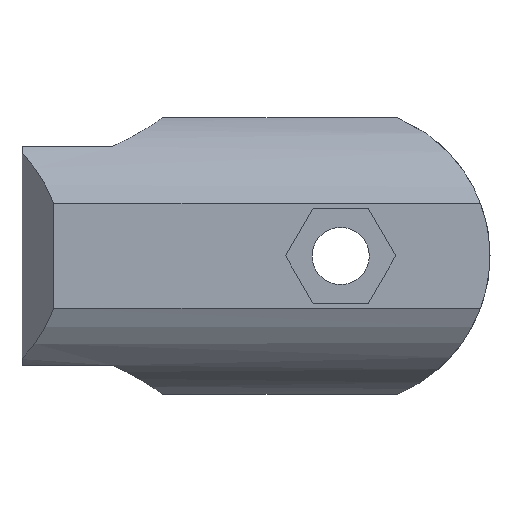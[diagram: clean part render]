
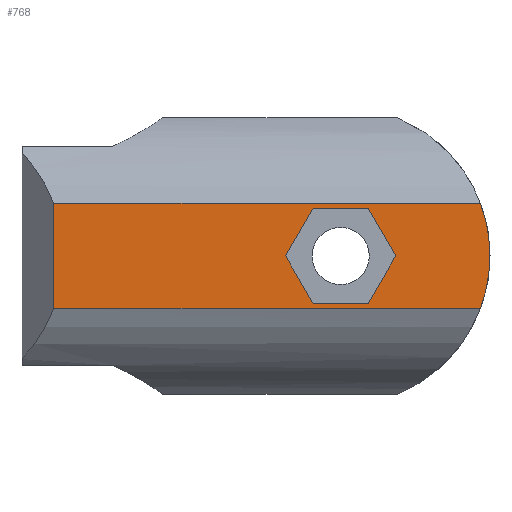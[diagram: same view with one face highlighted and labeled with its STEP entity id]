
A CAD part, top view. The second image highlights one B-rep face of the part: STEP entity #768.
In plain terms, the highlighted planar face has unit normal (0, 0, 1).
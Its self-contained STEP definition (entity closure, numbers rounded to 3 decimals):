
#157=CARTESIAN_POINT('',(-22.934,-8.261,22.0));
#158=VERTEX_POINT('',#157);
#176=CARTESIAN_POINT('',(-90.,-8.261,22.0));
#177=VERTEX_POINT('',#176);
#178=CARTESIAN_POINT('',(-22.934,-8.261,22.0));
#179=DIRECTION('',(-1.0,0.0,0.0));
#180=VECTOR('',#179,67.066);
#181=LINE('',#178,#180);
#182=EDGE_CURVE('',#158,#177,#181,.T.);
#253=CARTESIAN_POINT('',(-90.,8.261,22.0));
#254=VERTEX_POINT('',#253);
#264=CARTESIAN_POINT('',(-22.934,8.261,22.0));
#265=VERTEX_POINT('',#264);
#266=CARTESIAN_POINT('',(-90.,8.261,22.0));
#267=DIRECTION('',(1.0,0.0,0.0));
#268=VECTOR('',#267,67.066);
#269=LINE('',#266,#268);
#270=EDGE_CURVE('',#254,#265,#269,.T.);
#349=CARTESIAN_POINT('',(-44.911,0.,22.0));
#350=DIRECTION('',(0.0,0.0,1.0));
#351=DIRECTION('',(1.0,0.0,0.0));
#352=AXIS2_PLACEMENT_3D('',#349,#350,#351);
#353=CIRCLE('',#352,23.479);
#354=EDGE_CURVE('',#158,#265,#353,.T.);
#373=CARTESIAN_POINT('',(-90.,8.261,22.0));
#374=DIRECTION('',(0.0,-1.0,0.0));
#375=VECTOR('',#374,16.523);
#376=LINE('',#373,#375);
#377=EDGE_CURVE('',#254,#177,#376,.T.);
#395=CARTESIAN_POINT('',(-40.581,7.5,22.0));
#396=VERTEX_POINT('',#395);
#405=CARTESIAN_POINT('',(-49.241,7.5,22.0));
#406=VERTEX_POINT('',#405);
#407=CARTESIAN_POINT('',(-40.581,7.5,22.0));
#408=DIRECTION('',(-1.0,0.0,0.0));
#409=VECTOR('',#408,8.66);
#410=LINE('',#407,#409);
#411=EDGE_CURVE('',#396,#406,#410,.T.);
#435=CARTESIAN_POINT('',(-36.251,0.,22.0));
#436=VERTEX_POINT('',#435);
#445=CARTESIAN_POINT('',(-36.251,0.,22.0));
#446=DIRECTION('',(-0.5,0.866,0.0));
#447=VECTOR('',#446,8.66);
#448=LINE('',#445,#447);
#449=EDGE_CURVE('',#436,#396,#448,.T.);
#466=CARTESIAN_POINT('',(-40.581,-7.5,22.0));
#467=VERTEX_POINT('',#466);
#476=CARTESIAN_POINT('',(-40.581,-7.5,22.0));
#477=DIRECTION('',(0.5,0.866,0.0));
#478=VECTOR('',#477,8.66);
#479=LINE('',#476,#478);
#480=EDGE_CURVE('',#467,#436,#479,.T.);
#497=CARTESIAN_POINT('',(-49.241,-7.5,22.0));
#498=VERTEX_POINT('',#497);
#507=CARTESIAN_POINT('',(-49.241,-7.5,22.0));
#508=DIRECTION('',(1.0,0.0,0.0));
#509=VECTOR('',#508,8.66);
#510=LINE('',#507,#509);
#511=EDGE_CURVE('',#498,#467,#510,.T.);
#528=CARTESIAN_POINT('',(-53.572,0.,22.0));
#529=VERTEX_POINT('',#528);
#538=CARTESIAN_POINT('',(-53.572,0.,22.0));
#539=DIRECTION('',(0.5,-0.866,0.0));
#540=VECTOR('',#539,8.66);
#541=LINE('',#538,#540);
#542=EDGE_CURVE('',#529,#498,#541,.T.);
#560=CARTESIAN_POINT('',(-49.241,7.5,22.0));
#561=DIRECTION('',(-0.5,-0.866,0.0));
#562=VECTOR('',#561,8.66);
#563=LINE('',#560,#562);
#564=EDGE_CURVE('',#406,#529,#563,.T.);
#749=CARTESIAN_POINT('',(-21.433,22.0,22.0));
#750=DIRECTION('',(0.0,0.0,1.0));
#751=DIRECTION('',(1.0,0.0,0.0));
#752=AXIS2_PLACEMENT_3D('',#749,#750,#751);
#753=PLANE('',#752);
#754=ORIENTED_EDGE('',*,*,#354,.T.);
#755=ORIENTED_EDGE('',*,*,#270,.F.);
#756=ORIENTED_EDGE('',*,*,#377,.T.);
#757=ORIENTED_EDGE('',*,*,#182,.F.);
#758=EDGE_LOOP('',(#754,#755,#756,#757));
#759=FACE_OUTER_BOUND('',#758,.T.);
#760=ORIENTED_EDGE('',*,*,#449,.F.);
#761=ORIENTED_EDGE('',*,*,#480,.F.);
#762=ORIENTED_EDGE('',*,*,#511,.F.);
#763=ORIENTED_EDGE('',*,*,#542,.F.);
#764=ORIENTED_EDGE('',*,*,#564,.F.);
#765=ORIENTED_EDGE('',*,*,#411,.F.);
#766=EDGE_LOOP('',(#760,#761,#762,#763,#764,#765));
#767=FACE_BOUND('',#766,.T.);
#768=ADVANCED_FACE('',(#759,#767),#753,.T.);
